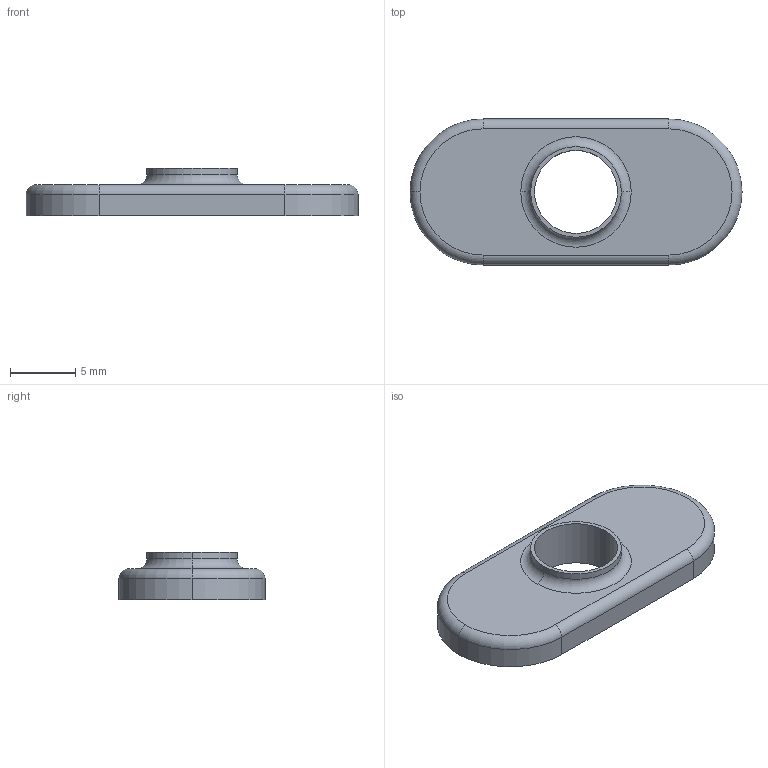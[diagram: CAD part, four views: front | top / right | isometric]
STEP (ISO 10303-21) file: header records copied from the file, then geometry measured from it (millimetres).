
FILE_DESCRIPTION (( 'STEP AP214' ), '1' );
FILE_NAME ('651163.STEP', '2015-06-10T19:31:25', ( '' ), ( '' ), 'SwSTEP 2.0', 'SolidWorks 2011', '' );
FILE_SCHEMA (( 'AUTOMOTIVE_DESIGN' ));
Length unit declared in the file: inch
Products named in the file (1): 651163
Bounding box: 25.4 x 11.18 x 3.66 mm (x, y, z)
Volume: 541 mm3; surface area: 675.3 mm2
Topology: 1 solids, 1 shells, 19 faces, 41 edges, 25 vertices
Faces by surface type: cylinder 9, torus 5, plane 5
Entity records: 569 total; most frequent: DIRECTION 107, CARTESIAN_POINT 86, ORIENTED_EDGE 82, AXIS2_PLACEMENT_3D 46, EDGE_CURVE 41, CIRCLE 26, VERTEX_POINT 25, EDGE_LOOP 22
